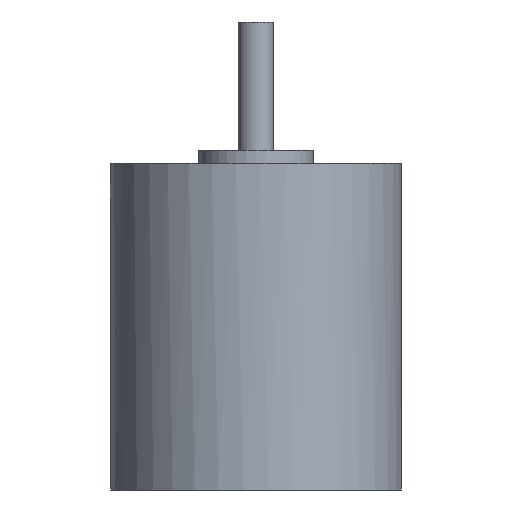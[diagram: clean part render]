
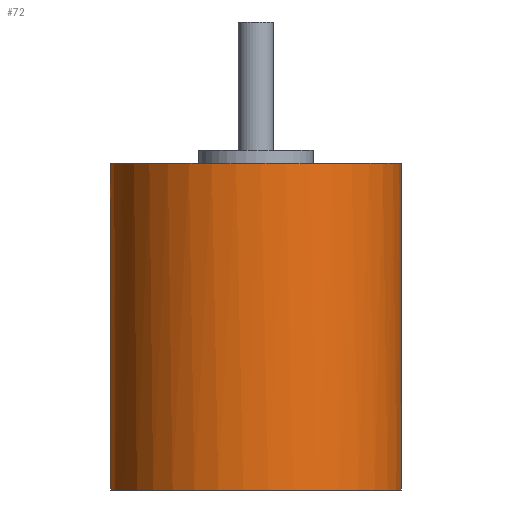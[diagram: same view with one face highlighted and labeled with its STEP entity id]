
A CAD part, front view. The second image highlights one B-rep face of the part: STEP entity #72.
In plain terms, the highlighted cylindrical face has radius 16.5 mm (diameter 33 mm), a full revolution.
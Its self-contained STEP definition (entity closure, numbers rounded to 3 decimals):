
#72 = ADVANCED_FACE( '', ( #178, #179 ), #180, .T. );
#178 = FACE_OUTER_BOUND( '', #349, .T. );
#179 = FACE_OUTER_BOUND( '', #350, .T. );
#180 = CYLINDRICAL_SURFACE( '', #351, 16.5 );
#349 = EDGE_LOOP( '', ( #523 ) );
#350 = EDGE_LOOP( '', ( #524, #525 ) );
#351 = AXIS2_PLACEMENT_3D( '', #526, #527, #528 );
#523 = ORIENTED_EDGE( '', *, *, #770, .T. );
#524 = ORIENTED_EDGE( '', *, *, #771, .F. );
#525 = ORIENTED_EDGE( '', *, *, #762, .T. );
#526 = CARTESIAN_POINT( '', ( 0., 0., 37. ) );
#527 = DIRECTION( '', ( 0., 0., 1. ) );
#528 = DIRECTION( '', ( -1., 0., 0. ) );
#762 = EDGE_CURVE( '', #850, #851, #852, .T. );
#770 = EDGE_CURVE( '', #864, #864, #865, .T. );
#771 = EDGE_CURVE( '', #850, #851, #866, .T. );
#850 = VERTEX_POINT( '', #978 );
#851 = VERTEX_POINT( '', #979 );
#852 = B_SPLINE_CURVE_WITH_KNOTS( '', 3, ( #980, #981, #982, #983, #984, #985, #986, #987, #988, #989, #990, #991, #992, #993, #994, #995, #996, #997, #998, #999, #1000, #1001, #1002, #1003, #1004, #1005, #1006, #1007, #1008, #1009, #1010, #1011, #1012, #1013, #1014, #1015, #1016, #1017, #1018, #1019, #1020, #1021, #1022, #1023, #1024, #1025, #1026, #1027, #1028, #1029, #1030, #1031, #1032, #1033, #1034, #1035, #1036, #1037 ), .UNSPECIFIED., .F., .F., ( 4, 2, 2, 2, 2, 2, 2, 2, 2, 2, 2, 2, 2, 2, 2, 2, 2, 2, 2, 2, 2, 2, 2, 2, 2, 2, 2, 2, 4 ), ( 0., 0.002, 0.003, 0.003, 0.004, 0.005, 0.006, 0.007, 0.009, 0.01, 0.01, 0.011, 0.012, 0.014, 0.015, 0.016, 0.016, 0.017, 0.018, 0.019, 0.02, 0.021, 0.022, 0.023, 0.023, 0.024, 0.025, 0.026, 0.028 ), .UNSPECIFIED. );
#864 = VERTEX_POINT( '', #1051 );
#865 = CIRCLE( '', #1052, 16.5 );
#866 = CIRCLE( '', #1053, 16.5 );
#978 = CARTESIAN_POINT( '', ( 4.472, 15.882, 0. ) );
#979 = CARTESIAN_POINT( '', ( -4.472, 15.882, 0. ) );
#980 = CARTESIAN_POINT( '', ( 4.472, 15.882, 0. ) );
#981 = CARTESIAN_POINT( '', ( 4.856, 15.774, 0.429 ) );
#982 = CARTESIAN_POINT( '', ( 5.17, 15.671, 0.902 ) );
#983 = CARTESIAN_POINT( '', ( 5.541, 15.542, 1.681 ) );
#984 = CARTESIAN_POINT( '', ( 5.647, 15.504, 1.952 ) );
#985 = CARTESIAN_POINT( '', ( 5.817, 15.441, 2.502 ) );
#986 = CARTESIAN_POINT( '', ( 5.882, 15.416, 2.781 ) );
#987 = CARTESIAN_POINT( '', ( 5.972, 15.381, 3.352 ) );
#988 = CARTESIAN_POINT( '', ( 5.997, 15.372, 3.645 ) );
#989 = CARTESIAN_POINT( '', ( 6.003, 15.369, 4.226 ) );
#990 = CARTESIAN_POINT( '', ( 5.985, 15.376, 4.514 ) );
#991 = CARTESIAN_POINT( '', ( 5.908, 15.406, 5.086 ) );
#992 = CARTESIAN_POINT( '', ( 5.849, 15.429, 5.371 ) );
#993 = CARTESIAN_POINT( '', ( 5.689, 15.489, 5.93 ) );
#994 = CARTESIAN_POINT( '', ( 5.59, 15.525, 6.199 ) );
#995 = CARTESIAN_POINT( '', ( 5.238, 15.649, 6.982 ) );
#996 = CARTESIAN_POINT( '', ( 4.925, 15.753, 7.474 ) );
#997 = CARTESIAN_POINT( '', ( 4.37, 15.912, 8.121 ) );
#998 = CARTESIAN_POINT( '', ( 4.17, 15.966, 8.323 ) );
#999 = CARTESIAN_POINT( '', ( 3.741, 16.072, 8.7 ) );
#1000 = CARTESIAN_POINT( '', ( 3.51, 16.124, 8.875 ) );
#1001 = CARTESIAN_POINT( '', ( 3.032, 16.221, 9.186 ) );
#1002 = CARTESIAN_POINT( '', ( 2.782, 16.266, 9.324 ) );
#1003 = CARTESIAN_POINT( '', ( 2.263, 16.346, 9.564 ) );
#1004 = CARTESIAN_POINT( '', ( 1.991, 16.382, 9.667 ) );
#1005 = CARTESIAN_POINT( '', ( 1.158, 16.469, 9.916 ) );
#1006 = CARTESIAN_POINT( '', ( 0.588, 16.5, 10. ) );
#1007 = CARTESIAN_POINT( '', ( -0.288, 16.5, 10. ) );
#1008 = CARTESIAN_POINT( '', ( -0.579, 16.492, 9.979 ) );
#1009 = CARTESIAN_POINT( '', ( -1.15, 16.462, 9.896 ) );
#1010 = CARTESIAN_POINT( '', ( -1.432, 16.44, 9.834 ) );
#1011 = CARTESIAN_POINT( '', ( -1.987, 16.382, 9.669 ) );
#1012 = CARTESIAN_POINT( '', ( -2.26, 16.347, 9.566 ) );
#1013 = CARTESIAN_POINT( '', ( -2.78, 16.266, 9.325 ) );
#1014 = CARTESIAN_POINT( '', ( -3.03, 16.221, 9.187 ) );
#1015 = CARTESIAN_POINT( '', ( -3.51, 16.124, 8.875 ) );
#1016 = CARTESIAN_POINT( '', ( -3.741, 16.072, 8.7 ) );
#1017 = CARTESIAN_POINT( '', ( -4.17, 15.966, 8.324 ) );
#1018 = CARTESIAN_POINT( '', ( -4.369, 15.912, 8.122 ) );
#1019 = CARTESIAN_POINT( '', ( -4.739, 15.806, 7.69 ) );
#1020 = CARTESIAN_POINT( '', ( -4.911, 15.753, 7.459 ) );
#1021 = CARTESIAN_POINT( '', ( -5.219, 15.654, 6.974 ) );
#1022 = CARTESIAN_POINT( '', ( -5.354, 15.608, 6.723 ) );
#1023 = CARTESIAN_POINT( '', ( -5.589, 15.525, 6.202 ) );
#1024 = CARTESIAN_POINT( '', ( -5.687, 15.489, 5.933 ) );
#1025 = CARTESIAN_POINT( '', ( -5.847, 15.429, 5.376 ) );
#1026 = CARTESIAN_POINT( '', ( -5.907, 15.406, 5.09 ) );
#1027 = CARTESIAN_POINT( '', ( -5.985, 15.376, 4.518 ) );
#1028 = CARTESIAN_POINT( '', ( -6.003, 15.369, 4.23 ) );
#1029 = CARTESIAN_POINT( '', ( -5.997, 15.372, 3.651 ) );
#1030 = CARTESIAN_POINT( '', ( -5.973, 15.381, 3.357 ) );
#1031 = CARTESIAN_POINT( '', ( -5.883, 15.416, 2.785 ) );
#1032 = CARTESIAN_POINT( '', ( -5.818, 15.441, 2.504 ) );
#1033 = CARTESIAN_POINT( '', ( -5.648, 15.504, 1.954 ) );
#1034 = CARTESIAN_POINT( '', ( -5.542, 15.542, 1.683 ) );
#1035 = CARTESIAN_POINT( '', ( -5.171, 15.671, 0.903 ) );
#1036 = CARTESIAN_POINT( '', ( -4.856, 15.774, 0.429 ) );
#1037 = CARTESIAN_POINT( '', ( -4.472, 15.882, 0. ) );
#1051 = CARTESIAN_POINT( '', ( 16.5, 0., 37. ) );
#1052 = AXIS2_PLACEMENT_3D( '', #1177, #1178, #1179 );
#1053 = AXIS2_PLACEMENT_3D( '', #1180, #1181, #1182 );
#1177 = CARTESIAN_POINT( '', ( 0., 0., 37. ) );
#1178 = DIRECTION( '', ( 0., 0., -1. ) );
#1179 = DIRECTION( '', ( 1., 0., 0. ) );
#1180 = CARTESIAN_POINT( '', ( 0., 0., 0. ) );
#1181 = DIRECTION( '', ( 0., 0., -1. ) );
#1182 = DIRECTION( '', ( 1., 0., 0. ) );
